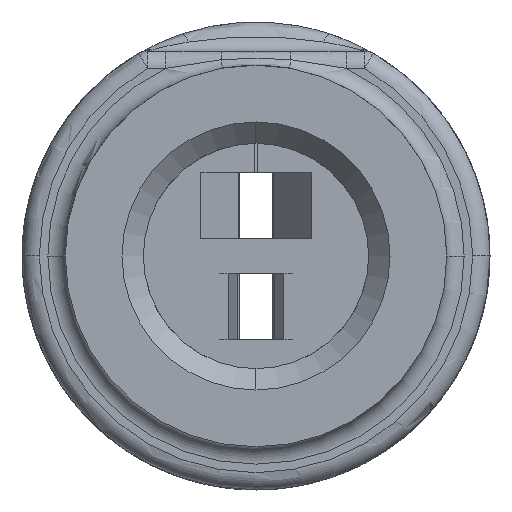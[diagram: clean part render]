
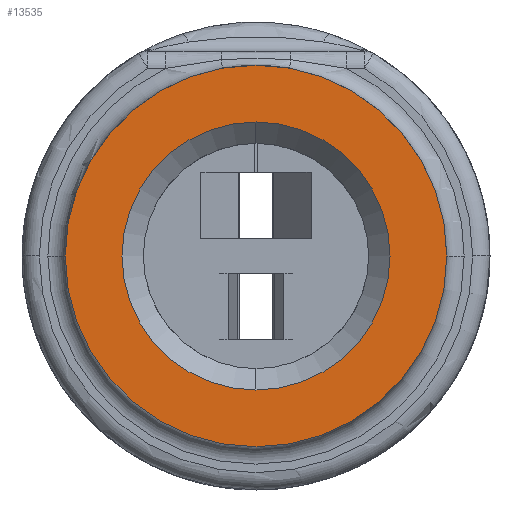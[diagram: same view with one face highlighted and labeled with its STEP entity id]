
A CAD part, left-side view. The second image highlights one B-rep face of the part: STEP entity #13535.
In plain terms, the highlighted planar face has unit normal (-1, 0, 0).
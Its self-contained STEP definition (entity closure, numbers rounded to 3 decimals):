
#846 = CIRCLE ( 'NONE', #11066, 7.73 ) ;
#1156 = ORIENTED_EDGE ( 'NONE', *, *, #8555, .T. ) ;
#1241 = DIRECTION ( 'NONE',  ( 0., -1., 0. ) ) ;
#2229 = EDGE_LOOP ( 'NONE', ( #15962, #6894 ) ) ;
#2244 = CARTESIAN_POINT ( 'NONE',  ( -56.214, 0., 2.91 ) ) ;
#2774 = CARTESIAN_POINT ( 'NONE',  ( -56.214, -7.73, 2.91 ) ) ;
#3068 = EDGE_CURVE ( 'NONE', #15967, #22949, #11703, .T. ) ;
#3398 = VERTEX_POINT ( 'NONE', #16507 ) ;
#5199 = DIRECTION ( 'NONE',  ( -1., 0., 0. ) ) ;
#5291 = CARTESIAN_POINT ( 'NONE',  ( -56.214, 0., 2.91 ) ) ;
#5563 = CARTESIAN_POINT ( 'NONE',  ( -56.214, 11.005, 2.91 ) ) ;
#5977 = ORIENTED_EDGE ( 'NONE', *, *, #9451, .T. ) ;
#6093 = AXIS2_PLACEMENT_3D ( 'NONE', #16853, #5199, #1241 ) ;
#6894 = ORIENTED_EDGE ( 'NONE', *, *, #3068, .F. ) ;
#7204 = FACE_OUTER_BOUND ( 'NONE', #7723, .T. ) ;
#7215 = AXIS2_PLACEMENT_3D ( 'NONE', #12584, #16800, #9137 ) ;
#7723 = EDGE_LOOP ( 'NONE', ( #5977, #1156 ) ) ;
#7754 = VERTEX_POINT ( 'NONE', #5563 ) ;
#8555 = EDGE_CURVE ( 'NONE', #3398, #7754, #17126, .T. ) ;
#9137 = DIRECTION ( 'NONE',  ( 0., -1., 0. ) ) ;
#9451 = EDGE_CURVE ( 'NONE', #7754, #3398, #23281, .T. ) ;
#9763 = EDGE_CURVE ( 'NONE', #22949, #15967, #846, .T. ) ;
#10053 = DIRECTION ( 'NONE',  ( -1., 0., 0. ) ) ;
#11066 = AXIS2_PLACEMENT_3D ( 'NONE', #2244, #10053, #21920 ) ;
#11703 = CIRCLE ( 'NONE', #7215, 7.73 ) ;
#12584 = CARTESIAN_POINT ( 'NONE',  ( -56.214, 0., 2.91 ) ) ;
#12793 = DIRECTION ( 'NONE',  ( -1., 0., 0. ) ) ;
#13095 = DIRECTION ( 'NONE',  ( -1., 0., 0. ) ) ;
#13535 = ADVANCED_FACE ( 'NONE', ( #7204, #15007 ), #22799, .T. ) ;
#14361 = AXIS2_PLACEMENT_3D ( 'NONE', #5291, #13095, #20890 ) ;
#15007 = FACE_BOUND ( 'NONE', #2229, .T. ) ;
#15962 = ORIENTED_EDGE ( 'NONE', *, *, #9763, .F. ) ;
#15967 = VERTEX_POINT ( 'NONE', #2774 ) ;
#16507 = CARTESIAN_POINT ( 'NONE',  ( -56.214, -11.005, 2.91 ) ) ;
#16800 = DIRECTION ( 'NONE',  ( -1., 0., 0. ) ) ;
#16853 = CARTESIAN_POINT ( 'NONE',  ( -56.214, 0., 2.91 ) ) ;
#17126 = CIRCLE ( 'NONE', #6093, 11.005 ) ;
#17474 = CARTESIAN_POINT ( 'NONE',  ( -56.214, 7.73, 2.91 ) ) ;
#20328 = CARTESIAN_POINT ( 'NONE',  ( -56.214, 0., 2.91 ) ) ;
#20587 = DIRECTION ( 'NONE',  ( 0., -1., 0. ) ) ;
#20890 = DIRECTION ( 'NONE',  ( 0., -1., 0. ) ) ;
#21920 = DIRECTION ( 'NONE',  ( 0., -1., 0. ) ) ;
#22799 = PLANE ( 'NONE',  #14361 ) ;
#22949 = VERTEX_POINT ( 'NONE', #17474 ) ;
#23281 = CIRCLE ( 'NONE', #24935, 11.005 ) ;
#24935 = AXIS2_PLACEMENT_3D ( 'NONE', #20328, #12793, #20587 ) ;
